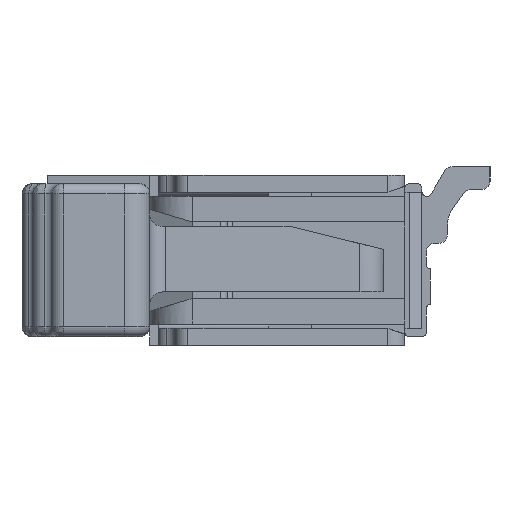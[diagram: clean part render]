
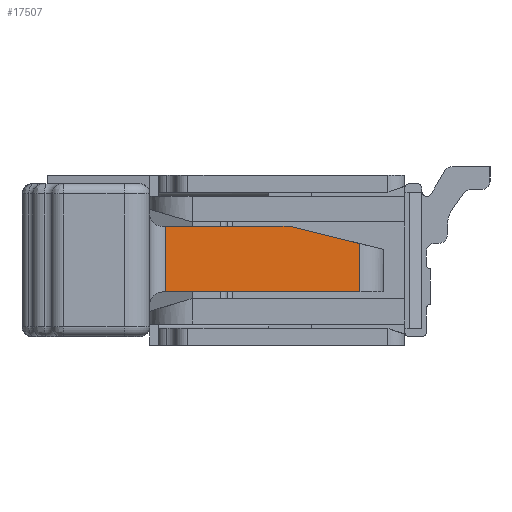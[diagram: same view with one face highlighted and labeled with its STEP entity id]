
A CAD part, left-side view. The second image highlights one B-rep face of the part: STEP entity #17507.
In plain terms, the highlighted planar face has unit normal (-0.997, -0.072, 0).
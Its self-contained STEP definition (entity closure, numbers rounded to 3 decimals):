
#12813=DIRECTION('',(0.,0.,1.));
#12814=VECTOR('',#12813,0.77);
#12815=CARTESIAN_POINT('',(945.44,40.898,
-0.373));
#12816=LINE('',#12815,#12814);
#12817=DIRECTION('',(0.,0.,1.));
#12818=VECTOR('',#12817,0.568);
#12819=CARTESIAN_POINT('',(945.606,38.612,
-0.373));
#12820=LINE('',#12819,#12818);
#12829=DIRECTION('',(-0.07,0.969,0.238));
#12830=VECTOR('',#12829,0.848);
#12831=CARTESIAN_POINT('',(945.606,38.612,
0.196));
#12832=LINE('',#12831,#12830);
#12851=DIRECTION('',(-0.073,0.997,0.));
#12852=VECTOR('',#12851,1.468);
#12853=CARTESIAN_POINT('',(945.547,39.434,
0.397));
#12854=LINE('',#12853,#12852);
#12970=DIRECTION('',(0.073,-0.997,0.));
#12971=VECTOR('',#12970,2.292);
#12972=CARTESIAN_POINT('',(945.44,40.898,
-0.373));
#12973=LINE('',#12972,#12971);
#15447=CARTESIAN_POINT('',(945.44,40.898,
-0.373));
#15448=CARTESIAN_POINT('',(945.44,40.898,
0.397));
#15449=VERTEX_POINT('',#15447);
#15450=VERTEX_POINT('',#15448);
#15455=CARTESIAN_POINT('',(945.606,38.612,
0.196));
#15456=CARTESIAN_POINT('',(945.547,39.434,
0.397));
#15457=VERTEX_POINT('',#15455);
#15458=VERTEX_POINT('',#15456);
#15463=CARTESIAN_POINT('',(945.606,38.612,
-0.373));
#15464=VERTEX_POINT('',#15463);
#17491=CARTESIAN_POINT('',(945.523,39.755,
0.012));
#17492=DIRECTION('',(0.997,0.073,0.));
#17493=DIRECTION('',(-0.073,0.997,0.));
#17494=AXIS2_PLACEMENT_3D('',#17491,#17492,#17493);
#17495=PLANE('',#17494);
#17497=ORIENTED_EDGE('',*,*,#17496,.F.);
#17499=ORIENTED_EDGE('',*,*,#17498,.F.);
#17500=ORIENTED_EDGE('',*,*,#17477,.T.);
#17502=ORIENTED_EDGE('',*,*,#17501,.F.);
#17504=ORIENTED_EDGE('',*,*,#17503,.F.);
#17505=EDGE_LOOP('',(#17497,#17499,#17500,#17502,#17504));
#17506=FACE_OUTER_BOUND('',#17505,.F.);
#17477=EDGE_CURVE('',#15449,#15450,#12816,.T.);
#17496=EDGE_CURVE('',#15464,#15457,#12820,.T.);
#17498=EDGE_CURVE('',#15449,#15464,#12973,.T.);
#17501=EDGE_CURVE('',#15458,#15450,#12854,.T.);
#17503=EDGE_CURVE('',#15457,#15458,#12832,.T.);
#17507=ADVANCED_FACE('',(#17506),#17495,.F.);
